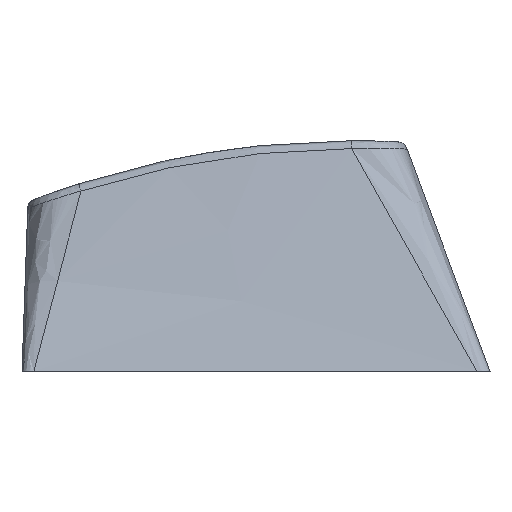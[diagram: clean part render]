
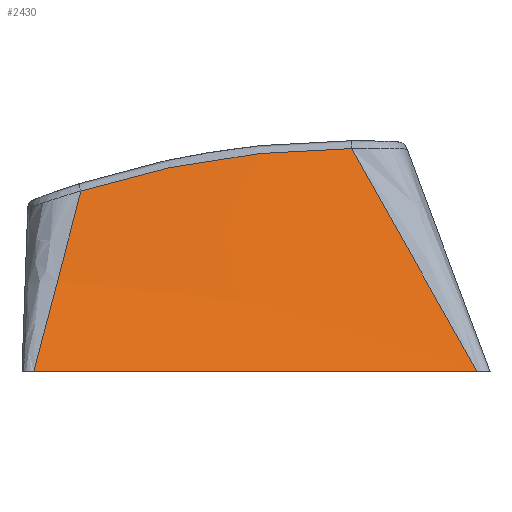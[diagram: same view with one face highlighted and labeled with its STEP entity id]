
A CAD part, left-side view. The second image highlights one B-rep face of the part: STEP entity #2430.
In plain terms, the highlighted free-form (B-spline) face has degree [3, 2] with [4, 3] control points.
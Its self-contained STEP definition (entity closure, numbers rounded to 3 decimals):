
#40=(
BOUNDED_SURFACE()
B_SPLINE_SURFACE(3,2,((#3871,#3872,#3873),(#3874,#3875,#3876),(#3877,#3878,
#3879),(#3880,#3881,#3882)),.UNSPECIFIED.,.F.,.F.,.F.)
B_SPLINE_SURFACE_WITH_KNOTS((4,4),(3,3),(0.,9.938),(-18.1,0.),
 .UNSPECIFIED.)
GEOMETRIC_REPRESENTATION_ITEM()
RATIONAL_B_SPLINE_SURFACE(((1.,0.977,1.),(1.,0.985,1.),(1.,
0.992,1.),(1.,1.,1.)))
REPRESENTATION_ITEM('')
SURFACE()
);
#76=B_SPLINE_CURVE_WITH_KNOTS('',3,(#3884,#3885,#3886,#3887,#3888,#3889,
#3890),.UNSPECIFIED.,.F.,.F.,(4,3,4),(0.019,0.24,8.103),
 .UNSPECIFIED.);
#77=B_SPLINE_CURVE_WITH_KNOTS('',3,(#3892,#3893,#3894,#3895),
 .UNSPECIFIED.,.F.,.F.,(4,4),(-0.442,10.007),
 .UNSPECIFIED.);
#78=B_SPLINE_CURVE_WITH_KNOTS('',3,(#3896,#3897,#3898,#3899,#3900,#3901,
#3902,#3903,#3904,#3905,#3906,#3907,#3908,#3909,#3910,#3911,#3912,#3913,
#3914,#3915,#3916,#3917,#3918,#3919,#3920),.UNSPECIFIED.,.F.,.F.,(4,3,3,
3,3,3,3,3,4),(-0.184,1.101,2.353,3.654,
4.955,6.396,7.848,9.319,10.402),
 .UNSPECIFIED.);
#209=FACE_OUTER_BOUND('',#353,.T.);
#353=EDGE_LOOP('',(#1820,#1821,#1822,#1823));
#581=LINE('',#3730,#836);
#836=VECTOR('',#2981,10.);
#1088=VERTEX_POINT('',#3714);
#1089=VERTEX_POINT('',#3729);
#1107=VERTEX_POINT('',#3883);
#1108=VERTEX_POINT('',#3891);
#1357=EDGE_CURVE('',#1088,#1089,#581,.F.);
#1381=EDGE_CURVE('',#1107,#1089,#76,.F.);
#1382=EDGE_CURVE('',#1088,#1108,#77,.F.);
#1383=EDGE_CURVE('',#1108,#1107,#78,.F.);
#1820=ORIENTED_EDGE('',*,*,#1381,.T.);
#1821=ORIENTED_EDGE('',*,*,#1357,.F.);
#1822=ORIENTED_EDGE('',*,*,#1382,.T.);
#1823=ORIENTED_EDGE('',*,*,#1383,.T.);
#2430=ADVANCED_FACE('',(#209),#40,.T.);
#2981=DIRECTION('',(0.,-1.,0.));
#3714=CARTESIAN_POINT('',(58.053,-1.92,0.));
#3729=CARTESIAN_POINT('',(58.053,15.222,0.));
#3730=CARTESIAN_POINT('',(58.053,15.222,0.));
#3871=CARTESIAN_POINT('Ctrl Pts',(61.078,15.447,6.551));
#3872=CARTESIAN_POINT('Ctrl Pts',(61.078,8.418,9.295));
#3873=CARTESIAN_POINT('Ctrl Pts',(61.078,0.885,8.861));
#3874=CARTESIAN_POINT('Ctrl Pts',(60.069,15.523,4.368));
#3875=CARTESIAN_POINT('Ctrl Pts',(60.054,7.811,6.148));
#3876=CARTESIAN_POINT('Ctrl Pts',(60.069,-0.218,5.907));
#3877=CARTESIAN_POINT('Ctrl Pts',(59.061,15.599,2.184));
#3878=CARTESIAN_POINT('Ctrl Pts',(59.045,7.214,3.05));
#3879=CARTESIAN_POINT('Ctrl Pts',(59.061,-1.321,2.954));
#3880=CARTESIAN_POINT('Ctrl Pts',(58.053,15.675,0.));
#3881=CARTESIAN_POINT('Ctrl Pts',(58.053,6.625,0.));
#3882=CARTESIAN_POINT('Ctrl Pts',(58.053,-2.425,0.));
#3883=CARTESIAN_POINT('',(60.953,13.392,6.976));
#3884=CARTESIAN_POINT('Ctrl Pts',(58.053,15.222,0.));
#3885=CARTESIAN_POINT('Ctrl Pts',(58.081,15.205,0.064));
#3886=CARTESIAN_POINT('Ctrl Pts',(58.11,15.188,0.127));
#3887=CARTESIAN_POINT('Ctrl Pts',(58.139,15.171,0.191));
#3888=CARTESIAN_POINT('Ctrl Pts',(59.159,14.57,2.454));
#3889=CARTESIAN_POINT('Ctrl Pts',(60.101,13.977,4.715));
#3890=CARTESIAN_POINT('Ctrl Pts',(60.953,13.392,6.976));
#3891=CARTESIAN_POINT('',(60.974,2.93,8.612));
#3892=CARTESIAN_POINT('Ctrl Pts',(60.974,2.93,8.612));
#3893=CARTESIAN_POINT('Ctrl Pts',(59.998,1.309,5.737));
#3894=CARTESIAN_POINT('Ctrl Pts',(59.03,-0.305,2.869));
#3895=CARTESIAN_POINT('Ctrl Pts',(58.053,-1.92,0.));
#3896=CARTESIAN_POINT('Ctrl Pts',(60.953,13.392,6.976));
#3897=CARTESIAN_POINT('Ctrl Pts',(60.956,12.981,7.106));
#3898=CARTESIAN_POINT('Ctrl Pts',(60.958,12.569,7.229));
#3899=CARTESIAN_POINT('Ctrl Pts',(60.96,12.154,7.344));
#3900=CARTESIAN_POINT('Ctrl Pts',(60.961,11.75,7.456));
#3901=CARTESIAN_POINT('Ctrl Pts',(60.963,11.345,7.561));
#3902=CARTESIAN_POINT('Ctrl Pts',(60.964,10.937,7.658));
#3903=CARTESIAN_POINT('Ctrl Pts',(60.966,10.513,7.759));
#3904=CARTESIAN_POINT('Ctrl Pts',(60.967,10.088,7.853));
#3905=CARTESIAN_POINT('Ctrl Pts',(60.968,9.661,7.938));
#3906=CARTESIAN_POINT('Ctrl Pts',(60.969,9.233,8.024));
#3907=CARTESIAN_POINT('Ctrl Pts',(60.97,8.805,8.101));
#3908=CARTESIAN_POINT('Ctrl Pts',(60.971,8.375,8.17));
#3909=CARTESIAN_POINT('Ctrl Pts',(60.972,7.899,8.247));
#3910=CARTESIAN_POINT('Ctrl Pts',(60.973,7.421,8.314));
#3911=CARTESIAN_POINT('Ctrl Pts',(60.973,6.942,8.371));
#3912=CARTESIAN_POINT('Ctrl Pts',(60.974,6.46,8.428));
#3913=CARTESIAN_POINT('Ctrl Pts',(60.974,5.976,8.475));
#3914=CARTESIAN_POINT('Ctrl Pts',(60.974,5.492,8.512));
#3915=CARTESIAN_POINT('Ctrl Pts',(60.974,5.001,8.549));
#3916=CARTESIAN_POINT('Ctrl Pts',(60.975,4.509,8.576));
#3917=CARTESIAN_POINT('Ctrl Pts',(60.974,4.017,8.593));
#3918=CARTESIAN_POINT('Ctrl Pts',(60.974,3.655,8.605));
#3919=CARTESIAN_POINT('Ctrl Pts',(60.974,3.292,8.611));
#3920=CARTESIAN_POINT('Ctrl Pts',(60.974,2.93,8.612));
